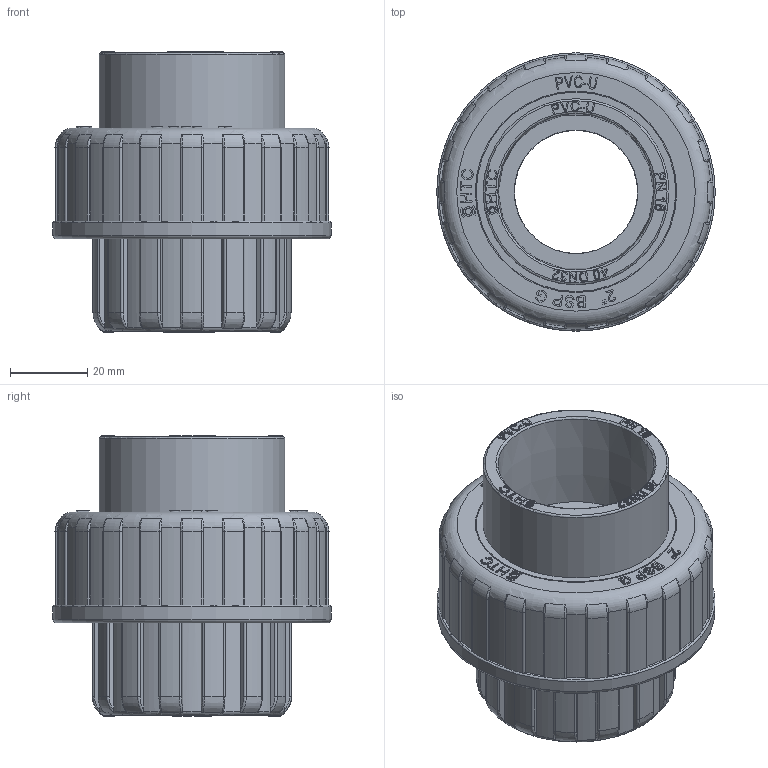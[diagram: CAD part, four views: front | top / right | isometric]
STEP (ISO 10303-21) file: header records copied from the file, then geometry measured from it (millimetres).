
FILE_DESCRIPTION(/* description */ (''),/* implementation_level */ '2;1');
FILE_NAME(/* name */ '40V型活接24.2.18.stp',/* time_stamp */ '2024-02-18T15:57:20+08:00',/* author */ (''),/* organization */ (''),/* preprocessor_version */ 'ST-DEVELOPER v16',/* originating_system */ 'SIEMENS PLM Software NX 10.0',/* authorisation */ '');
FILE_SCHEMA (('AUTOMOTIVE_DESIGN { 1 0 10303 214 3 1 1 1 }'));
Length unit declared in the file: millimetre
Products named in the file (1): gelv15B43BB212md
Bounding box: 71.8 x 71.8 x 72.4 mm (x, y, z)
Volume: 69385.3 mm3; surface area: 50821 mm2
Topology: 3 solids, 4 shells, 2521 faces, 7190 edges, 4743 vertices
Faces by surface type: plane 2178, cylinder 183, bspline 75, torus 46, extrusion 36, cone 3
Full cylindrical faces by diameter (mm): 0.945 x1, 1.3 x1, 1.417 x1, 1.6 x1, 1.95 x1, 2.4 x1, 31.8 x1, 31.9 x1, 40 x2, 48 x1, 50 x2, 51.5 x1, 52 x1, 55.9 x1, 56.656 x7, 59.614 x8, 71.8 x1
Entity records: 96412 total; most frequent: CARTESIAN_POINT 38366, ORIENTED_EDGE 14190, DIRECTION 8771, EDGE_CURVE 7095, VERTEX_POINT 4697, B_SPLINE_CURVE_WITH_KNOTS 3644, VECTOR 3069, LINE 3033
